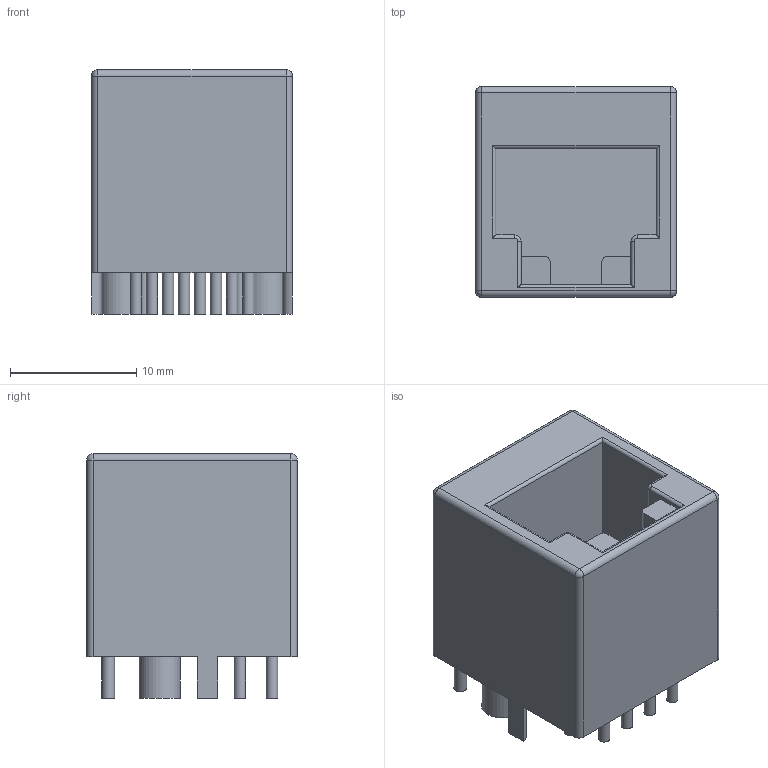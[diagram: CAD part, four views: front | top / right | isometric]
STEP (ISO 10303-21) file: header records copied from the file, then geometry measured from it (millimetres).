
FILE_DESCRIPTION(/* description */ (''),/* implementation_level */ '2;1');
FILE_NAME(/* name */ 'ETH v2.step',/* time_stamp */ '2024-02-11T11:16:08-07:00',/* author */ (''),/* organization */ (''),/* preprocessor_version */ 'ST-DEVELOPER v20',/* originating_system */ 'Autodesk Translation Framework v12.20.1.177',/* authorisation */ '');
FILE_SCHEMA (('AUTOMOTIVE_DESIGN { 1 0 10303 214 3 1 1 }'));
Length unit declared in the file: millimetre
Products named in the file (1): ETH
Bounding box: 15.9 x 16.65 x 19.35 mm (x, y, z)
Volume: 2664.9 mm3; surface area: 2442.5 mm2
Topology: 1 solids, 1 shells, 79 faces, 164 edges, 102 vertices
Faces by surface type: plane 37, cylinder 36, sphere 4, bspline 2
Full cylindrical faces by diameter (mm): 0.9 x8, 1 x4, 3.25 x2
Entity records: 2210 total; most frequent: DIRECTION 388, CARTESIAN_POINT 362, ORIENTED_EDGE 328, EDGE_CURVE 164, AXIS2_PLACEMENT_3D 146, VERTEX_POINT 102, LINE 96, VECTOR 96
